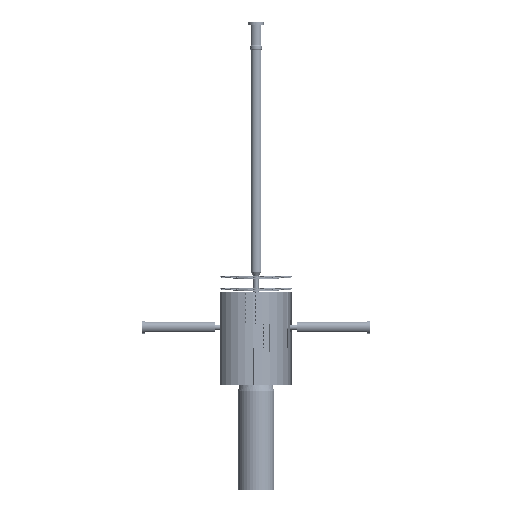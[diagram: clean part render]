
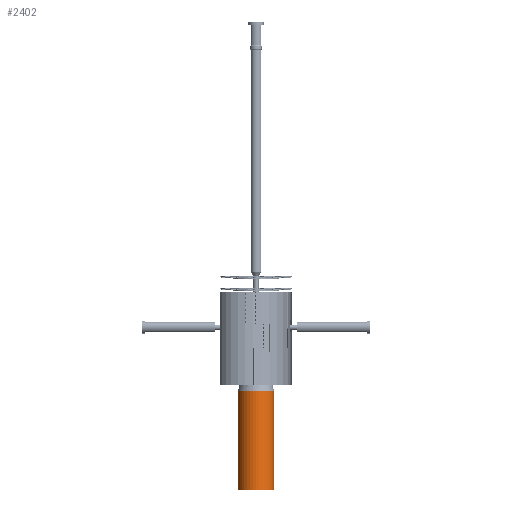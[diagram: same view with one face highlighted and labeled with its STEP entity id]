
A CAD part, left-side view. The second image highlights one B-rep face of the part: STEP entity #2402.
In plain terms, the highlighted cylindrical face has radius 71 mm (diameter 142 mm), a partial arc.
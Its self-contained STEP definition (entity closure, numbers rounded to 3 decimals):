
#2345=CARTESIAN_POINT('',(0.0,-250.0,-71.0));
#2346=VERTEX_POINT('',#2345);
#2353=CARTESIAN_POINT('',(0.0,-250.0,71.0));
#2354=VERTEX_POINT('',#2353);
#2355=CARTESIAN_POINT('',(0.0,-250.0,0.0));
#2356=DIRECTION('',(0.0,-1.0,0.0));
#2357=DIRECTION('',(1.0,0.0,0.0));
#2358=AXIS2_PLACEMENT_3D('',#2355,#2356,#2357);
#2359=CIRCLE('',#2358,71.0);
#2360=EDGE_CURVE('',#2346,#2354,#2359,.F.);
#2371=CARTESIAN_POINT('',(0.0,-220.,0.0));
#2372=DIRECTION('',(0.0,1.0,0.0));
#2373=DIRECTION('',(0.0,0.0,-1.0));
#2374=AXIS2_PLACEMENT_3D('',#2371,#2372,#2373);
#2375=CYLINDRICAL_SURFACE('',#2374,71.0);
#2376=ORIENTED_EDGE('',*,*,#2360,.F.);
#2377=CARTESIAN_POINT('',(0.0,-640.0,-71.0));
#2378=VERTEX_POINT('',#2377);
#2379=CARTESIAN_POINT('',(0.0,-640.0,-71.0));
#2380=DIRECTION('',(0.0,1.0,0.0));
#2381=VECTOR('',#2380,390.0);
#2382=LINE('',#2379,#2381);
#2383=EDGE_CURVE('',#2346,#2378,#2382,.F.);
#2384=ORIENTED_EDGE('',*,*,#2383,.T.);
#2385=CARTESIAN_POINT('',(0.0,-640.0,71.0));
#2386=VERTEX_POINT('',#2385);
#2387=CARTESIAN_POINT('',(0.0,-640.0,0.0));
#2388=DIRECTION('',(0.0,1.0,0.0));
#2389=DIRECTION('',(1.0,0.0,0.0));
#2390=AXIS2_PLACEMENT_3D('',#2387,#2388,#2389);
#2391=CIRCLE('',#2390,71.0);
#2392=EDGE_CURVE('',#2378,#2386,#2391,.T.);
#2393=ORIENTED_EDGE('',*,*,#2392,.T.);
#2394=CARTESIAN_POINT('',(0.0,-640.0,71.0));
#2395=DIRECTION('',(0.0,1.0,0.0));
#2396=VECTOR('',#2395,390.0);
#2397=LINE('',#2394,#2396);
#2398=EDGE_CURVE('',#2354,#2386,#2397,.F.);
#2399=ORIENTED_EDGE('',*,*,#2398,.F.);
#2400=EDGE_LOOP('',(#2376,#2384,#2393,#2399));
#2401=FACE_OUTER_BOUND('',#2400,.T.);
#2402=ADVANCED_FACE('',(#2401),#2375,.T.);
